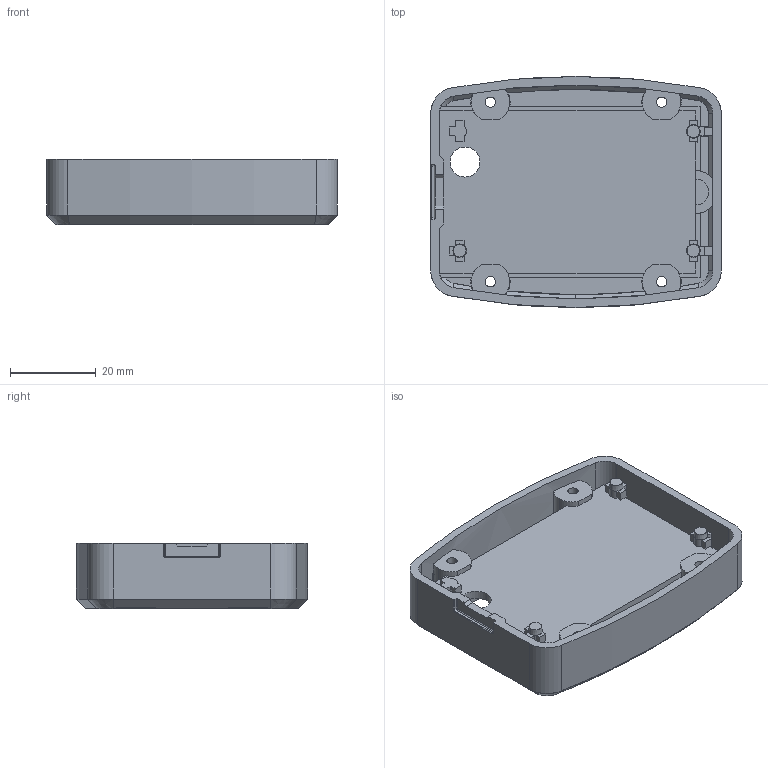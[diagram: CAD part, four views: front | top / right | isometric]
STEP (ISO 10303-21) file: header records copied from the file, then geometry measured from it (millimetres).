
FILE_DESCRIPTION (( 'STEP AP214' ), '1' );
FILE_NAME ('BOTOM COVER_USB Killer Detector (flat battery)-23092021.STEP', '2021-09-23T17:21:58', ( '' ), ( '' ), 'SwSTEP 2.0', 'SolidWorks 2017', '' );
FILE_SCHEMA (( 'AUTOMOTIVE_DESIGN' ));
Length unit declared in the file: millimetre
Products named in the file (1): BOTOM COVER_USB Killer Detector (flat battery)-23092021
Bounding box: 67.9 x 54 x 15.25 mm (x, y, z)
Volume: 16269.6 mm3; surface area: 16362.7 mm2
Topology: 1 solids, 1 shells, 382 faces, 1023 edges, 636 vertices
Faces by surface type: plane 175, cylinder 96, bspline 84, cone 27
Entity records: 13416 total; most frequent: CARTESIAN_POINT 4393, ORIENTED_EDGE 2024, DIRECTION 1738, EDGE_CURVE 1012, VERTEX_POINT 636, AXIS2_PLACEMENT_3D 608, LINE 522, VECTOR 522
